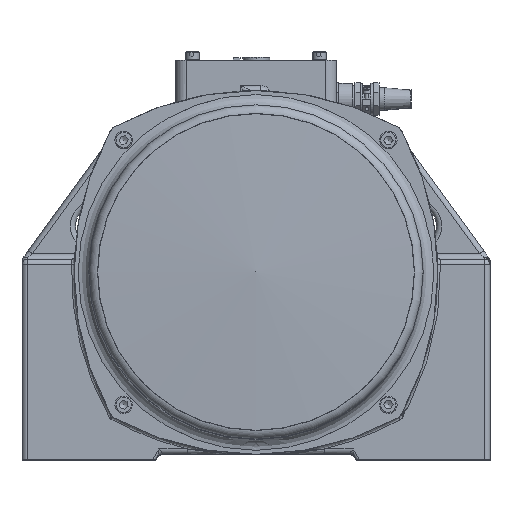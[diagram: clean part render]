
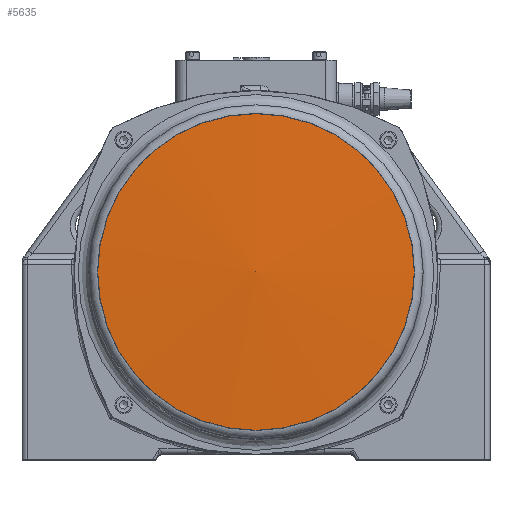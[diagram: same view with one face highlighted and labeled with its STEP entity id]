
A CAD part, top view. The second image highlights one B-rep face of the part: STEP entity #5635.
In plain terms, the highlighted spherical face has radius 1502 mm.
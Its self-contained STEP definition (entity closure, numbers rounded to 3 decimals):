
#5615=CARTESIAN_POINT('',(0.,-121.553,323.314));
#5616=VERTEX_POINT('',#5615);
#5617=CARTESIAN_POINT('',(0.,-3.,323.314));
#5618=DIRECTION('',(0.0,0.0,-1.0));
#5619=DIRECTION('',(0.0,1.0,0.0));
#5620=AXIS2_PLACEMENT_3D('',#5617,#5618,#5619);
#5621=CIRCLE('',#5620,118.553);
#5622=EDGE_CURVE('',#5616,#5616,#5621,.T.);
#5627=CARTESIAN_POINT('',(0.,-3.,-1174.));
#5628=DIRECTION('',(0.0,0.0,1.0));
#5629=DIRECTION('',(1.0,0.0,0.0));
#5630=AXIS2_PLACEMENT_3D('',#5627,#5628,#5629);
#5631=SPHERICAL_SURFACE('',#5630,1502.);
#5632=ORIENTED_EDGE('',*,*,#5622,.F.);
#5633=EDGE_LOOP('',(#5632));
#5634=FACE_OUTER_BOUND('',#5633,.T.);
#5635=ADVANCED_FACE('',(#5634),#5631,.T.);
